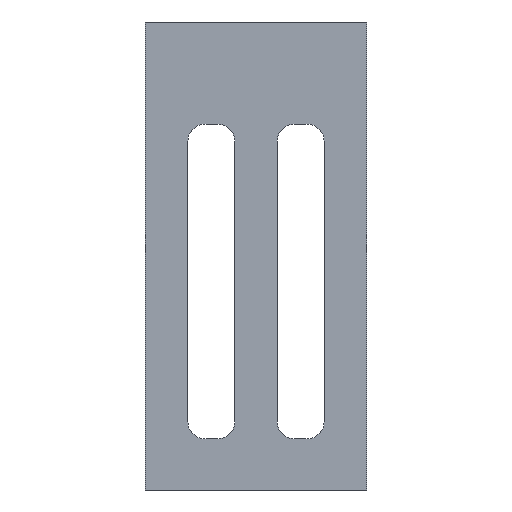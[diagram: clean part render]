
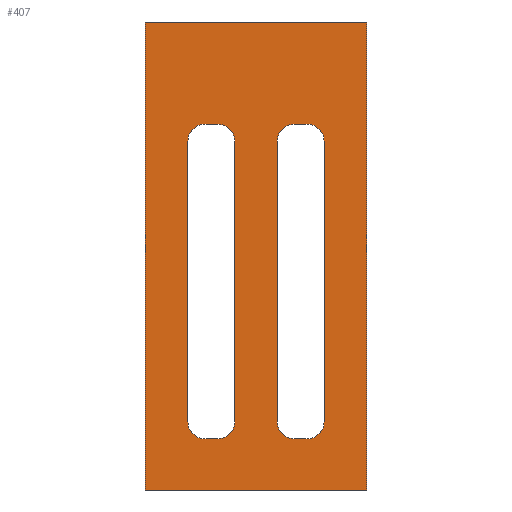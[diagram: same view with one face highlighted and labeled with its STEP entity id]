
A CAD part, left-side view. The second image highlights one B-rep face of the part: STEP entity #407.
In plain terms, the highlighted planar face has unit normal (-1, 0, 0).
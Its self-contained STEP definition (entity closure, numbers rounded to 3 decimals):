
#21 = EDGE_CURVE('',#22,#24,#26,.T.);
#22 = VERTEX_POINT('',#23);
#23 = CARTESIAN_POINT('',(0.,0.,0.));
#24 = VERTEX_POINT('',#25);
#25 = CARTESIAN_POINT('',(0.,0.,55.));
#26 = LINE('',#27,#28);
#27 = CARTESIAN_POINT('',(0.,0.,0.));
#28 = VECTOR('',#29,1.);
#29 = DIRECTION('',(0.,0.,1.));
#407 = ADVANCED_FACE('',(#408,#433,#503),#573,.F.);
#408 = FACE_BOUND('',#409,.F.);
#409 = EDGE_LOOP('',(#410,#420,#426,#427));
#410 = ORIENTED_EDGE('',*,*,#411,.T.);
#411 = EDGE_CURVE('',#412,#414,#416,.T.);
#412 = VERTEX_POINT('',#413);
#413 = CARTESIAN_POINT('',(0.,26.,0.));
#414 = VERTEX_POINT('',#415);
#415 = CARTESIAN_POINT('',(0.,26.,55.));
#416 = LINE('',#417,#418);
#417 = CARTESIAN_POINT('',(0.,26.,0.));
#418 = VECTOR('',#419,1.);
#419 = DIRECTION('',(0.,0.,1.));
#420 = ORIENTED_EDGE('',*,*,#421,.T.);
#421 = EDGE_CURVE('',#414,#24,#422,.T.);
#422 = LINE('',#423,#424);
#423 = CARTESIAN_POINT('',(0.,26.,55.));
#424 = VECTOR('',#425,1.);
#425 = DIRECTION('',(0.,-1.,0.));
#426 = ORIENTED_EDGE('',*,*,#21,.F.);
#427 = ORIENTED_EDGE('',*,*,#428,.F.);
#428 = EDGE_CURVE('',#412,#22,#429,.T.);
#429 = LINE('',#430,#431);
#430 = CARTESIAN_POINT('',(0.,26.,0.));
#431 = VECTOR('',#432,1.);
#432 = DIRECTION('',(0.,-1.,0.));
#433 = FACE_BOUND('',#434,.F.);
#434 = EDGE_LOOP('',(#435,#446,#454,#463,#471,#480,#488,#497));
#435 = ORIENTED_EDGE('',*,*,#436,.F.);
#436 = EDGE_CURVE('',#437,#439,#441,.T.);
#437 = VERTEX_POINT('',#438);
#438 = CARTESIAN_POINT('',(0.,15.5,8.));
#439 = VERTEX_POINT('',#440);
#440 = CARTESIAN_POINT('',(0.,17.5,6.));
#441 = CIRCLE('',#442,2.);
#442 = AXIS2_PLACEMENT_3D('',#443,#444,#445);
#443 = CARTESIAN_POINT('',(0.,17.5,8.));
#444 = DIRECTION('',(1.,0.,0.));
#445 = DIRECTION('',(0.,1.,0.));
#446 = ORIENTED_EDGE('',*,*,#447,.T.);
#447 = EDGE_CURVE('',#437,#448,#450,.T.);
#448 = VERTEX_POINT('',#449);
#449 = CARTESIAN_POINT('',(0.,15.5,41.));
#450 = LINE('',#451,#452);
#451 = CARTESIAN_POINT('',(0.,15.5,4.));
#452 = VECTOR('',#453,1.);
#453 = DIRECTION('',(0.,0.,1.));
#454 = ORIENTED_EDGE('',*,*,#455,.F.);
#455 = EDGE_CURVE('',#456,#448,#458,.T.);
#456 = VERTEX_POINT('',#457);
#457 = CARTESIAN_POINT('',(0.,17.5,43.));
#458 = CIRCLE('',#459,2.);
#459 = AXIS2_PLACEMENT_3D('',#460,#461,#462);
#460 = CARTESIAN_POINT('',(0.,17.5,41.));
#461 = DIRECTION('',(1.,0.,0.));
#462 = DIRECTION('',(0.,1.,0.));
#463 = ORIENTED_EDGE('',*,*,#464,.T.);
#464 = EDGE_CURVE('',#456,#465,#467,.T.);
#465 = VERTEX_POINT('',#466);
#466 = CARTESIAN_POINT('',(0.,19.,43.));
#467 = LINE('',#468,#469);
#468 = CARTESIAN_POINT('',(0.,21.75,43.));
#469 = VECTOR('',#470,1.);
#470 = DIRECTION('',(0.,1.,0.));
#471 = ORIENTED_EDGE('',*,*,#472,.F.);
#472 = EDGE_CURVE('',#473,#465,#475,.T.);
#473 = VERTEX_POINT('',#474);
#474 = CARTESIAN_POINT('',(0.,21.,41.));
#475 = CIRCLE('',#476,2.);
#476 = AXIS2_PLACEMENT_3D('',#477,#478,#479);
#477 = CARTESIAN_POINT('',(0.,19.,41.));
#478 = DIRECTION('',(1.,0.,0.));
#479 = DIRECTION('',(0.,1.,0.));
#480 = ORIENTED_EDGE('',*,*,#481,.T.);
#481 = EDGE_CURVE('',#473,#482,#484,.T.);
#482 = VERTEX_POINT('',#483);
#483 = CARTESIAN_POINT('',(0.,21.,8.));
#484 = LINE('',#485,#486);
#485 = CARTESIAN_POINT('',(0.,21.,20.5));
#486 = VECTOR('',#487,1.);
#487 = DIRECTION('',(0.,0.,-1.));
#488 = ORIENTED_EDGE('',*,*,#489,.F.);
#489 = EDGE_CURVE('',#490,#482,#492,.T.);
#490 = VERTEX_POINT('',#491);
#491 = CARTESIAN_POINT('',(0.,19.,6.));
#492 = CIRCLE('',#493,2.);
#493 = AXIS2_PLACEMENT_3D('',#494,#495,#496);
#494 = CARTESIAN_POINT('',(0.,19.,8.));
#495 = DIRECTION('',(1.,0.,0.));
#496 = DIRECTION('',(0.,1.,0.));
#497 = ORIENTED_EDGE('',*,*,#498,.T.);
#498 = EDGE_CURVE('',#490,#439,#499,.T.);
#499 = LINE('',#500,#501);
#500 = CARTESIAN_POINT('',(0.,22.5,6.));
#501 = VECTOR('',#502,1.);
#502 = DIRECTION('',(0.,-1.,0.));
#503 = FACE_BOUND('',#504,.F.);
#504 = EDGE_LOOP('',(#505,#516,#524,#533,#541,#550,#558,#567));
#505 = ORIENTED_EDGE('',*,*,#506,.F.);
#506 = EDGE_CURVE('',#507,#509,#511,.T.);
#507 = VERTEX_POINT('',#508);
#508 = CARTESIAN_POINT('',(0.,5.,8.));
#509 = VERTEX_POINT('',#510);
#510 = CARTESIAN_POINT('',(0.,7.,6.));
#511 = CIRCLE('',#512,2.);
#512 = AXIS2_PLACEMENT_3D('',#513,#514,#515);
#513 = CARTESIAN_POINT('',(0.,7.,8.));
#514 = DIRECTION('',(1.,0.,0.));
#515 = DIRECTION('',(0.,1.,0.));
#516 = ORIENTED_EDGE('',*,*,#517,.T.);
#517 = EDGE_CURVE('',#507,#518,#520,.T.);
#518 = VERTEX_POINT('',#519);
#519 = CARTESIAN_POINT('',(0.,5.,41.));
#520 = LINE('',#521,#522);
#521 = CARTESIAN_POINT('',(0.,5.,4.));
#522 = VECTOR('',#523,1.);
#523 = DIRECTION('',(0.,0.,1.));
#524 = ORIENTED_EDGE('',*,*,#525,.F.);
#525 = EDGE_CURVE('',#526,#518,#528,.T.);
#526 = VERTEX_POINT('',#527);
#527 = CARTESIAN_POINT('',(0.,7.,43.));
#528 = CIRCLE('',#529,2.);
#529 = AXIS2_PLACEMENT_3D('',#530,#531,#532);
#530 = CARTESIAN_POINT('',(0.,7.,41.));
#531 = DIRECTION('',(1.,0.,0.));
#532 = DIRECTION('',(0.,1.,0.));
#533 = ORIENTED_EDGE('',*,*,#534,.T.);
#534 = EDGE_CURVE('',#526,#535,#537,.T.);
#535 = VERTEX_POINT('',#536);
#536 = CARTESIAN_POINT('',(0.,8.5,43.));
#537 = LINE('',#538,#539);
#538 = CARTESIAN_POINT('',(0.,16.5,43.));
#539 = VECTOR('',#540,1.);
#540 = DIRECTION('',(0.,1.,0.));
#541 = ORIENTED_EDGE('',*,*,#542,.F.);
#542 = EDGE_CURVE('',#543,#535,#545,.T.);
#543 = VERTEX_POINT('',#544);
#544 = CARTESIAN_POINT('',(0.,10.5,41.));
#545 = CIRCLE('',#546,2.);
#546 = AXIS2_PLACEMENT_3D('',#547,#548,#549);
#547 = CARTESIAN_POINT('',(0.,8.5,41.));
#548 = DIRECTION('',(1.,0.,0.));
#549 = DIRECTION('',(0.,1.,0.));
#550 = ORIENTED_EDGE('',*,*,#551,.T.);
#551 = EDGE_CURVE('',#543,#552,#554,.T.);
#552 = VERTEX_POINT('',#553);
#553 = CARTESIAN_POINT('',(0.,10.5,8.));
#554 = LINE('',#555,#556);
#555 = CARTESIAN_POINT('',(0.,10.5,20.5));
#556 = VECTOR('',#557,1.);
#557 = DIRECTION('',(0.,0.,-1.));
#558 = ORIENTED_EDGE('',*,*,#559,.F.);
#559 = EDGE_CURVE('',#560,#552,#562,.T.);
#560 = VERTEX_POINT('',#561);
#561 = CARTESIAN_POINT('',(0.,8.5,6.));
#562 = CIRCLE('',#563,2.);
#563 = AXIS2_PLACEMENT_3D('',#564,#565,#566);
#564 = CARTESIAN_POINT('',(0.,8.5,8.));
#565 = DIRECTION('',(1.,0.,0.));
#566 = DIRECTION('',(0.,1.,0.));
#567 = ORIENTED_EDGE('',*,*,#568,.T.);
#568 = EDGE_CURVE('',#560,#509,#569,.T.);
#569 = LINE('',#570,#571);
#570 = CARTESIAN_POINT('',(0.,17.25,6.));
#571 = VECTOR('',#572,1.);
#572 = DIRECTION('',(0.,-1.,0.));
#573 = PLANE('',#574);
#574 = AXIS2_PLACEMENT_3D('',#575,#576,#577);
#575 = CARTESIAN_POINT('',(0.,26.,0.));
#576 = DIRECTION('',(1.,0.,0.));
#577 = DIRECTION('',(0.,-1.,0.));
